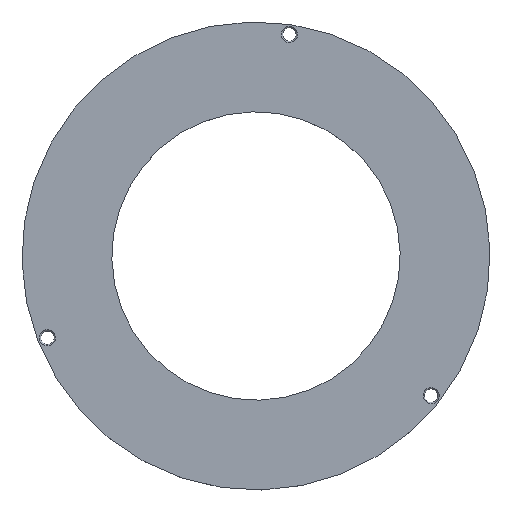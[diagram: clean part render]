
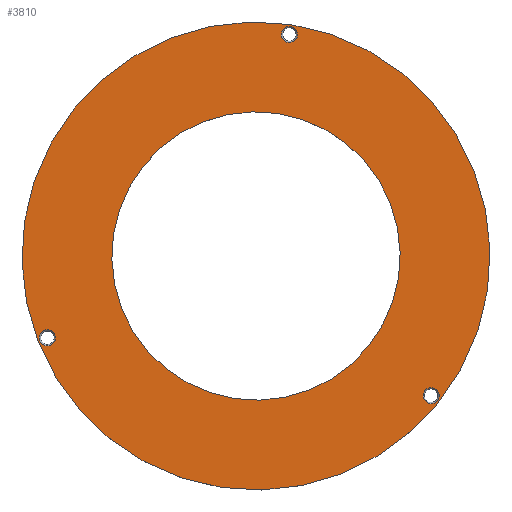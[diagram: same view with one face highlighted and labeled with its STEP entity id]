
A CAD part, top view. The second image highlights one B-rep face of the part: STEP entity #3810.
In plain terms, the highlighted planar face has unit normal (0, 0, 1).
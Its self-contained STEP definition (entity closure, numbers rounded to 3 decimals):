
#1030=CARTESIAN_POINT('',(-34.9,0.,1.1));
#1040=VERTEX_POINT('',#1030);
#1130=CARTESIAN_POINT('',(34.9,0.,1.1));
#1140=VERTEX_POINT('',#1130);
#1170=CARTESIAN_POINT('',(0.,0.,1.1))
;
#1180=DIRECTION('',(0.,0.,-1.));
#1190=DIRECTION('',(1.,0.,0.));
#1200=AXIS2_PLACEMENT_3D('',#1170,#1180,#1190);
#1210=CIRCLE('',#1200,34.9);
#1220=CARTESIAN_POINT('',(0.,34.9,1.1));
#1230=VERTEX_POINT('',#1220);
#1240=EDGE_CURVE('',#1230,#1140,#1210,.T.);
#1260=EDGE_CURVE('',#1040,#1230,#1210,.T.);
#1790=CARTESIAN_POINT('',(30.125,16.7,1.1));
#1800=VERTEX_POINT('',#1790);
#1830=CARTESIAN_POINT('',(28.925,16.7,1.1));
#1840=DIRECTION('',(0.,0.,1.));
#1850=DIRECTION('',(1.,0.,0.));
#1860=AXIS2_PLACEMENT_3D('',#1830,#1840,#1850);
#1870=CIRCLE('',#1860,1.2);
#1880=CARTESIAN_POINT('',(27.725,16.7,1.1));
#1890=VERTEX_POINT('',#1880);
#1900=EDGE_CURVE('',#1890,#1800,#1870,.T.);
#2190=CARTESIAN_POINT('',(-21.5,0.,1.1));
#2200=VERTEX_POINT('',#2190);
#2230=CARTESIAN_POINT('',(0.,0.,1.1)
);
#2240=DIRECTION('',(0.,0.,-1.));
#2250=DIRECTION('',(-1.,0.,0.));
#2260=AXIS2_PLACEMENT_3D('',#2230,#2240,#2250);
#2270=CIRCLE('',#2260,21.5);
#2280=CARTESIAN_POINT('',(0.,21.5,1.1));
#2290=VERTEX_POINT('',#2280);
#2300=EDGE_CURVE('',#2200,#2290,#2270,.T.);
#2320=CARTESIAN_POINT('',(21.5,0.,1.1));
#2330=VERTEX_POINT('',#2320);
#2340=EDGE_CURVE('',#2290,#2330,#2270,.T.);
#3060=CARTESIAN_POINT('',(0.,-33.4,1.1));
#3070=DIRECTION('',(0.,0.,-1.));
#3080=DIRECTION('',(-1.,0.,0.));
#3090=AXIS2_PLACEMENT_3D('',#3060,#3070,#3080);
#3100=CIRCLE('',#3090,1.2);
#3110=CARTESIAN_POINT('',(0.,-34.6,1.1));
#3120=VERTEX_POINT('',#3110);
#3130=CARTESIAN_POINT('',(-1.2,-33.4,1.1));
#3140=VERTEX_POINT('',#3130);
#3150=EDGE_CURVE('',#3120,#3140,#3100,.T.);
#3290=CARTESIAN_POINT('',(1.2,-33.4,1.1));
#3300=VERTEX_POINT('',#3290);
#3330=EDGE_CURVE('',#3300,#3120,#3100,.T.);
#3380=CARTESIAN_POINT('',(0.,0.,1.1)
);
#3390=DIRECTION('',(0.,0.,-1.));
#3400=DIRECTION('',(-1.,0.,0.));
#3410=AXIS2_PLACEMENT_3D('',#3380,#3390,#3400);
#3420=PLANE('',#3410);
#3430=CARTESIAN_POINT('',(-28.925,16.7,1.1));
#3440=DIRECTION('',(0.,0.,-1.));
#3450=DIRECTION('',(-1.,0.,0.));
#3460=AXIS2_PLACEMENT_3D('',#3430,#3440,#3450);
#3470=CIRCLE('',#3460,1.2);
#3480=CARTESIAN_POINT('',(-30.125,16.7,1.1));
#3490=VERTEX_POINT('',#3480);
#3500=CARTESIAN_POINT('',(-27.725,16.7,1.1));
#3510=VERTEX_POINT('',#3500);
#3520=EDGE_CURVE('',#3490,#3510,#3470,.T.);
#3530=ORIENTED_EDGE('',*,*,#3520,.T.);
#3540=EDGE_CURVE('',#3510,#3490,#3470,.T.);
#3550=ORIENTED_EDGE('',*,*,#3540,.T.);
#3560=EDGE_LOOP('',(#3550,#3530));
#3570=FACE_BOUND('',#3560,.T.);
#3580=ORIENTED_EDGE('',*,*,#1240,.F.);
#3590=EDGE_CURVE('',#1140,#1040,#1210,.T.);
#3600=ORIENTED_EDGE('',*,*,#3590,.F.);
#3610=ORIENTED_EDGE('',*,*,#1260,.F.);
#3620=EDGE_LOOP('',(#3610,#3600,#3580));
#3630=FACE_OUTER_BOUND('',#3620,.T.);
#3640=EDGE_CURVE('',#1800,#1890,#1870,.T.);
#3650=ORIENTED_EDGE('',*,*,#3640,.F.);
#3660=ORIENTED_EDGE('',*,*,#1900,.F.);
#3670=EDGE_LOOP('',(#3660,#3650));
#3680=FACE_BOUND('',#3670,.T.);
#3690=EDGE_CURVE('',#2330,#2200,#2270,.T.);
#3700=ORIENTED_EDGE('',*,*,#3690,.T.);
#3710=ORIENTED_EDGE('',*,*,#2340,.T.);
#3720=ORIENTED_EDGE('',*,*,#2300,.T.);
#3730=EDGE_LOOP('',(#3720,#3710,#3700));
#3740=FACE_BOUND('',#3730,.T.);
#3750=EDGE_CURVE('',#3140,#3300,#3100,.T.);
#3760=ORIENTED_EDGE('',*,*,#3750,.T.);
#3770=ORIENTED_EDGE('',*,*,#3150,.T.);
#3780=ORIENTED_EDGE('',*,*,#3330,.T.);
#3790=EDGE_LOOP('',(#3780,#3770,#3760));
#3800=FACE_BOUND('',#3790,.T.);
#3810=ADVANCED_FACE('',(#3570,#3630,#3680,#3740,#3800),#3420,.F.);
